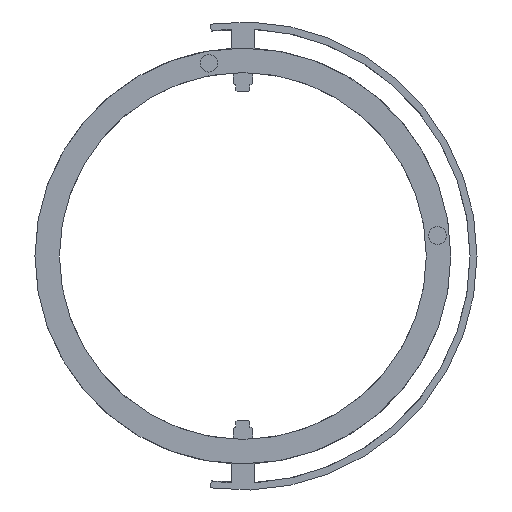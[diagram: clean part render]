
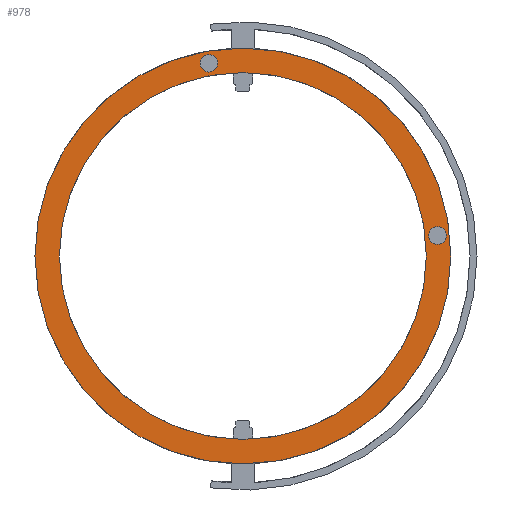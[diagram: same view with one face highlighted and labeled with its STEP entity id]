
A CAD part, front view. The second image highlights one B-rep face of the part: STEP entity #978.
In plain terms, the highlighted planar face has unit normal (0, -1, 0).
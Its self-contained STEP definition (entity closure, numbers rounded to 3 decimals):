
#1=CARTESIAN_POINT('',(0.,0.,0.));
#2=DIRECTION('',(0.,1.,0.));
#3=DIRECTION('',(1.,0.,0.));
#4=AXIS2_PLACEMENT_3D('',#1,#2,#3);
#6=CARTESIAN_POINT('',(0.,0.,0.));
#7=DIRECTION('',(0.,-1.,0.));
#8=DIRECTION('',(1.,0.,0.));
#9=AXIS2_PLACEMENT_3D('',#6,#7,#8);
#11=CARTESIAN_POINT('',(27.847,0.,2.927));
#12=DIRECTION('',(0.,-1.,0.));
#13=DIRECTION('',(0.,0.,-1.));
#14=AXIS2_PLACEMENT_3D('',#11,#12,#13);
#16=CARTESIAN_POINT('',(27.847,0.,2.927));
#17=DIRECTION('',(0.,-1.,0.));
#18=DIRECTION('',(0.,0.,1.));
#19=AXIS2_PLACEMENT_3D('',#16,#17,#18);
#21=CARTESIAN_POINT('',(-4.862,0.,27.575));
#22=DIRECTION('',(0.,-1.,0.));
#23=DIRECTION('',(0.,0.,-1.));
#24=AXIS2_PLACEMENT_3D('',#21,#22,#23);
#26=CARTESIAN_POINT('',(-4.862,0.,27.575));
#27=DIRECTION('',(0.,-1.,0.));
#28=DIRECTION('',(0.,0.,1.));
#29=AXIS2_PLACEMENT_3D('',#26,#27,#28);
#41=CARTESIAN_POINT('',(0.,0.,0.));
#42=DIRECTION('',(0.,-1.,0.));
#43=DIRECTION('',(1.,0.,0.));
#44=AXIS2_PLACEMENT_3D('',#41,#42,#43);
#699=CARTESIAN_POINT('',(0.,0.,0.));
#700=DIRECTION('',(0.,1.,0.));
#701=DIRECTION('',(1.,0.,0.));
#702=AXIS2_PLACEMENT_3D('',#699,#700,#701);
#749=CARTESIAN_POINT('',(26.25,0.,0.));
#750=CARTESIAN_POINT('',(-26.25,0.,0.));
#751=VERTEX_POINT('',#749);
#752=VERTEX_POINT('',#750);
#753=CARTESIAN_POINT('',(29.75,0.,0.));
#754=CARTESIAN_POINT('',(-29.75,0.,0.));
#755=VERTEX_POINT('',#753);
#756=VERTEX_POINT('',#754);
#921=CARTESIAN_POINT('',(27.847,0.,1.677));
#922=CARTESIAN_POINT('',(27.847,0.,4.177));
#923=VERTEX_POINT('',#921);
#924=VERTEX_POINT('',#922);
#929=CARTESIAN_POINT('',(-4.862,0.,26.325));
#930=CARTESIAN_POINT('',(-4.862,0.,28.825));
#931=VERTEX_POINT('',#929);
#932=VERTEX_POINT('',#930);
#949=CARTESIAN_POINT('',(0.,0.,0.));
#950=DIRECTION('',(0.,-1.,0.));
#951=DIRECTION('',(-1.,0.,0.));
#952=AXIS2_PLACEMENT_3D('',#949,#950,#951);
#953=PLANE('',#952);
#955=ORIENTED_EDGE('',*,*,#954,.F.);
#957=ORIENTED_EDGE('',*,*,#956,.T.);
#958=EDGE_LOOP('',(#955,#957));
#959=FACE_OUTER_BOUND('',#958,.F.);
#961=ORIENTED_EDGE('',*,*,#960,.F.);
#963=ORIENTED_EDGE('',*,*,#962,.T.);
#964=EDGE_LOOP('',(#961,#963));
#965=FACE_BOUND('',#964,.F.);
#967=ORIENTED_EDGE('',*,*,#966,.T.);
#969=ORIENTED_EDGE('',*,*,#968,.T.);
#970=EDGE_LOOP('',(#967,#969));
#971=FACE_BOUND('',#970,.F.);
#973=ORIENTED_EDGE('',*,*,#972,.T.);
#975=ORIENTED_EDGE('',*,*,#974,.T.);
#976=EDGE_LOOP('',(#973,#975));
#977=FACE_BOUND('',#976,.F.);
#978=ADVANCED_FACE('',(#959,#965,#971,#977),#953,.T.);
#5=CIRCLE('',#4,26.25);
#10=CIRCLE('',#9,26.25);
#15=CIRCLE('',#14,1.25);
#20=CIRCLE('',#19,1.25);
#25=CIRCLE('',#24,1.25);
#30=CIRCLE('',#29,1.25);
#45=CIRCLE('',#44,29.75);
#703=CIRCLE('',#702,29.75);
#954=EDGE_CURVE('',#755,#756,#45,.T.);
#956=EDGE_CURVE('',#755,#756,#703,.T.);
#960=EDGE_CURVE('',#751,#752,#5,.T.);
#962=EDGE_CURVE('',#751,#752,#10,.T.);
#966=EDGE_CURVE('',#923,#924,#15,.T.);
#968=EDGE_CURVE('',#924,#923,#20,.T.);
#972=EDGE_CURVE('',#931,#932,#25,.T.);
#974=EDGE_CURVE('',#932,#931,#30,.T.);
